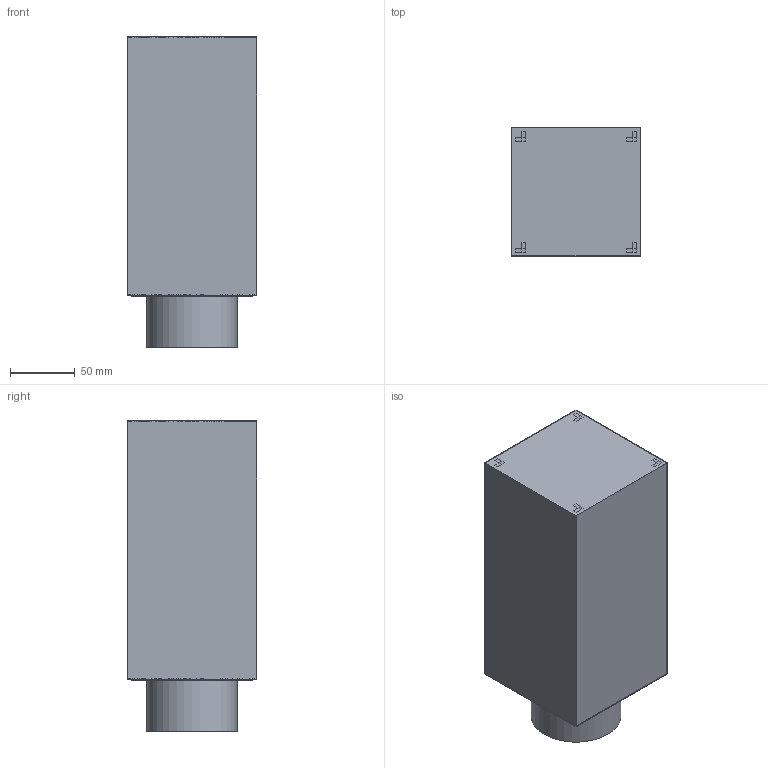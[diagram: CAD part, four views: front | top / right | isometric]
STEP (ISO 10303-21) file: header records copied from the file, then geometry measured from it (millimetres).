
FILE_DESCRIPTION(('FreeCAD Model'),'2;1');
FILE_NAME('Open CASCADE Shape Model','2025-10-18T04:58:51',('Author'),( ''),'Open CASCADE STEP processor 7.8','FreeCAD','Unknown');
FILE_SCHEMA(('AUTOMOTIVE_DESIGN { 1 0 10303 214 1 1 1 1 }'));
Length unit declared in the file: millimetre
Products named in the file (18): Frame; Shield_PE_Layer; Shield_CFRP_Layer; TankMain_Liner; TankMain_CFRP; Whipple_Box; Shield_W_Layer; TankExt_PMD; TankMain_PMD; TankExt_CFRP; TankExt_Liner; Manifold; Micro_ePump; Valve_3Way; Thruster_FCV; Thruster_Side; ECU; AvionicsTray
Bounding box: 100 x 100 x 240 mm (x, y, z)
Surface area: 1137439.6 mm2
Topology: 19 solids, 26 shells, 213 faces, 481 edges, 329 vertices
Faces by surface type: plane 203, cylinder 9, cone 1
Full cylindrical faces by diameter (mm): 10 x1, 36 x1, 37.6 x1, 64.146 x1, 65.255 x1, 66.724 x1, 67.929 x1, 69.724 x1, 70.929 x1
Entity records: 12283 total; most frequent: CARTESIAN_POINT 2186, DIRECTION 1712, LINE 1144, VECTOR 1144, ORIENTED_EDGE 962, PCURVE 962, DEFINITIONAL_REPRESENTATION 962, EDGE_CURVE 481
